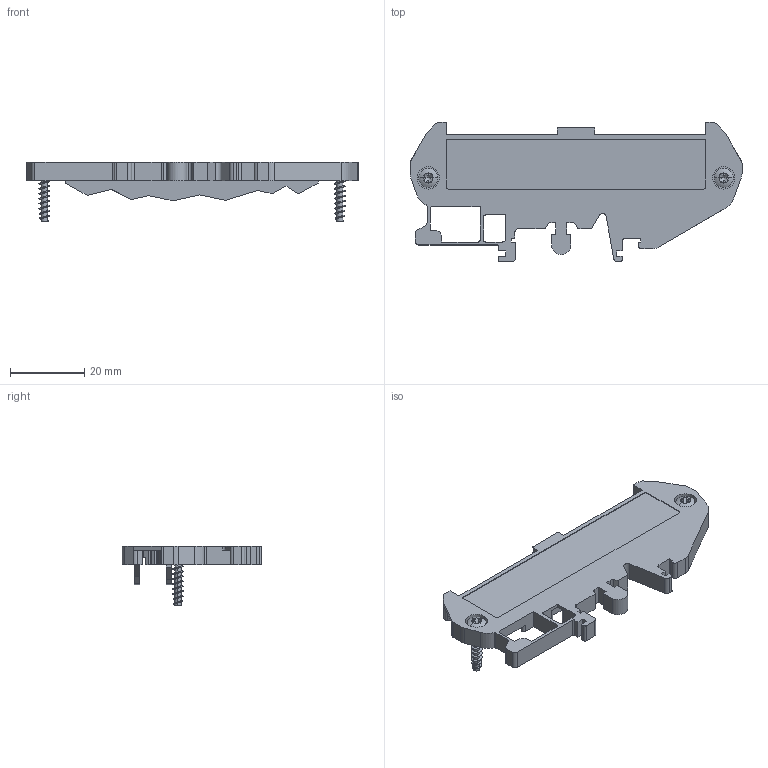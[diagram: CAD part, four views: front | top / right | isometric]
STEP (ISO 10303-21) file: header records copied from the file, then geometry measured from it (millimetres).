
FILE_DESCRIPTION(('Creo Elements/Direct Modeling STEP Export'),'2;1');
FILE_NAME('model.stp','2018-07-13T13:25:16',(''),(''),'Creo Elements/Direct Modeling STEP processor for AP214 (Solid Model)','Creo Elements/Direct Modeling 18.1I 14-Aug-2016 (C) Parametric Technology GmbH','');
FILE_SCHEMA(('AUTOMOTIVE_DESIGN { 1 0 10303 214 1 1 1 1 }'));
Length unit declared in the file: millimetre
Products named in the file (5): UM72_SE..._PCB-Frag_O_für_UM72; Schr.Lins._3x14-Z_01151118.1; UM72-SE..._PCB-Frag_M_für_UM72; UM_72-SEFE_R_H.Select__002875081; UM_72-SEFE_R_TECDOC__00773005
Assembly tree (5 placements, depth 2):
  UM_72-SEFE_R_TECDOC__00773005
    UM_72-SEFE_R_H.Select__002875081
    UM72-SE..._PCB-Frag_M_für_UM72
    Schr.Lins._3x14-Z_01151118.1  x2
    UM72_SE..._PCB-Frag_O_für_UM72
Bounding box: 89.6 x 37.6 x 16 mm (x, y, z)
Volume: 6152.3 mm3; surface area: 10721 mm2
Topology: 5 solids, 5 shells, 804 faces, 2335 edges, 1553 vertices
Faces by surface type: plane 580, cylinder 194, cone 18, sphere 4, torus 4, bspline 4
Entity records: 26458 total; most frequent: CARTESIAN_POINT 7479, ORIENTED_EDGE 4152, DIRECTION 3613, EDGE_CURVE 2076, VECTOR 1643, LINE 1643, VERTEX_POINT 1383, AXIS2_PLACEMENT_3D 985
